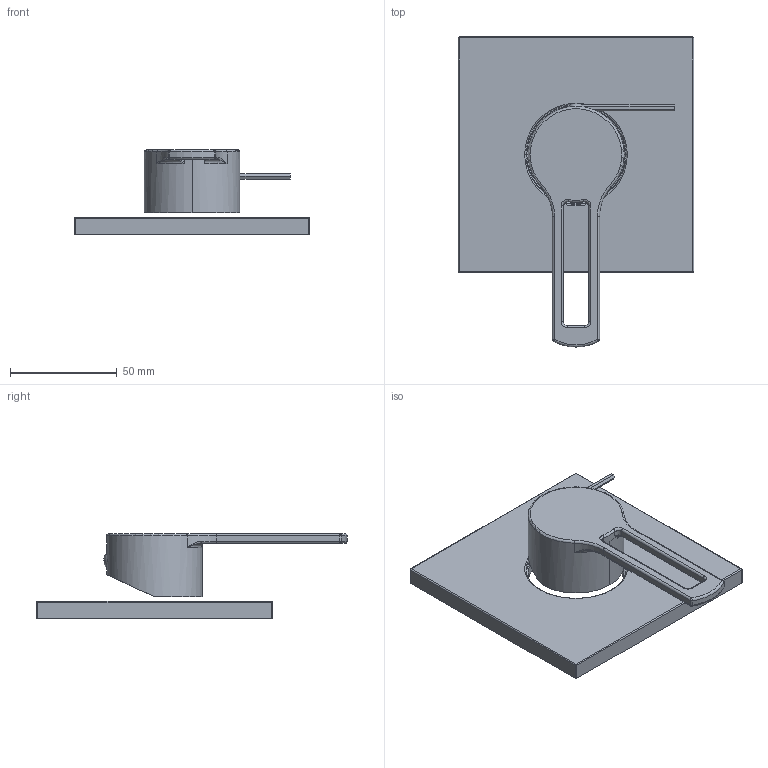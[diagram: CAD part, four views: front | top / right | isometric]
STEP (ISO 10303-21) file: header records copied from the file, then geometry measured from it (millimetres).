
FILE_DESCRIPTION((''),'2;1');
FILE_NAME('RIN010CREST_ASM','2021-02-02T08:25:41',('stefano.gianpani'),('PAFFONI SpA'),'CREO PARAMETRIC BY PTC INC, 2020044','CREO PARAMETRIC BY PTC INC, 2020044','');
FILE_SCHEMA(('CONFIG_CONTROL_DESIGN','SHAPE_APPEARANCE_LAYERS_GROUPS'));
Length unit declared in the file: millimetre
Products named in the file (9): 4061200CR; 592305004A2; TCF0691105CR; CHBR25; 8001128_ASM; 4061170CR; 2091319; 2091340; RIN010CREST_ASM
Assembly tree (8 placements, depth 3):
  RIN010CREST_ASM
    4061200CR
    8001128_ASM
      592305004A2
      TCF0691105CR
      CHBR25
    4061170CR
    2091319
    2091340
Bounding box: 110 x 145 x 39.5 mm (x, y, z)
Volume: 78452.8 mm3; surface area: 62461.1 mm2
Topology: 7 solids, 9 shells, 303 faces, 689 edges, 404 vertices
Faces by surface type: cylinder 95, plane 89, torus 48, sphere 30, bspline 22, cone 19
Entity records: 12130 total; most frequent: CARTESIAN_POINT 2936, DIRECTION 1565, ORIENTED_EDGE 1366, PRESENTATION_STYLE_ASSIGNMENT 696, STYLED_ITEM 696, CURVE_STYLE 687, EDGE_CURVE 687, AXIS2_PLACEMENT_3D 640
